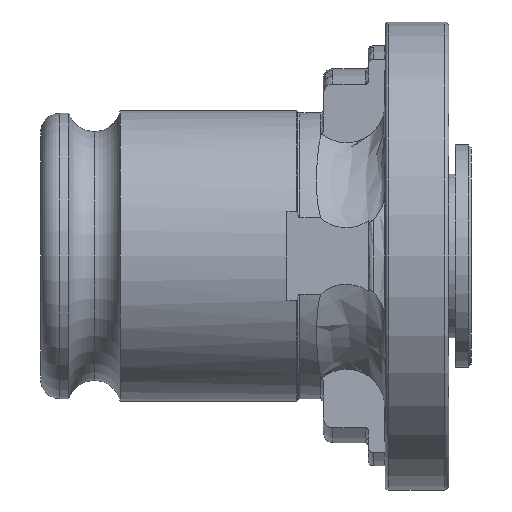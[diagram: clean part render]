
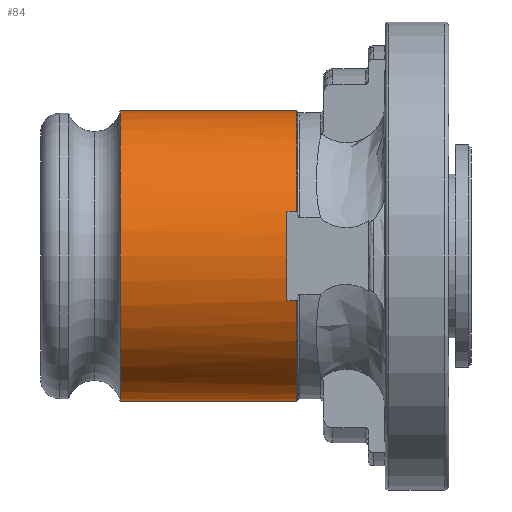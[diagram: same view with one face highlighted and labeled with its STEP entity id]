
A CAD part, front view. The second image highlights one B-rep face of the part: STEP entity #84.
In plain terms, the highlighted cylindrical face has radius 15.5 mm (diameter 31 mm), a partial arc.
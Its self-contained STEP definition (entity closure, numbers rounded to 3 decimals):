
#84 = ADVANCED_FACE ( 'NONE', ( #3699 ), #3703, .T. ) ;
#438 = ORIENTED_EDGE ( 'NONE', *, *, #3122, .F. ) ;
#440 = ORIENTED_EDGE ( 'NONE', *, *, #3068, .T. ) ;
#443 = ORIENTED_EDGE ( 'NONE', *, *, #2970, .F. ) ;
#444 = ORIENTED_EDGE ( 'NONE', *, *, #3117, .T. ) ;
#445 = ORIENTED_EDGE ( 'NONE', *, *, #3127, .T. ) ;
#446 = ORIENTED_EDGE ( 'NONE', *, *, #3072, .F. ) ;
#447 = ORIENTED_EDGE ( 'NONE', *, *, #3097, .F. ) ;
#453 = ORIENTED_EDGE ( 'NONE', *, *, #3226, .F. ) ;
#832 = EDGE_LOOP ( 'NONE', ( #438, #440, #443, #447, #446, #445, #444, #453 ) ) ;
#912 = VERTEX_POINT ( 'NONE', #4344 ) ;
#915 = VERTEX_POINT ( 'NONE', #4347 ) ;
#924 = VERTEX_POINT ( 'NONE', #4356 ) ;
#1245 = CIRCLE ( 'NONE', #3446, 15.5 ) ;
#1248 = VECTOR ( 'NONE', #2298, 1000. ) ;
#1249 = LINE ( 'NONE', #2297, #1248 ) ;
#1268 = CIRCLE ( 'NONE', #3453, 15.5 ) ;
#1292 = LINE ( 'NONE', #2447, #1294 ) ;
#1294 = VECTOR ( 'NONE', #2448, 1000. ) ;
#1296 = LINE ( 'NONE', #2465, #1301 ) ;
#1301 = VECTOR ( 'NONE', #2453, 1000. ) ;
#1302 = CIRCLE ( 'NONE', #3469, 15.5 ) ;
#1402 = CIRCLE ( 'NONE', #1491, 15.5 ) ;
#1491 = AXIS2_PLACEMENT_3D ( 'NONE', #1909, #1910, #1911 ) ;
#1909 = CARTESIAN_POINT ( 'NONE',  ( 8.5, 0., 0. ) ) ;
#1910 = DIRECTION ( 'NONE',  ( -1., 0., 0. ) ) ;
#1911 = DIRECTION ( 'NONE',  ( 0., 0., 1. ) ) ;
#2014 = CARTESIAN_POINT ( 'NONE',  ( 27.336, 0., -15.5 ) ) ;
#2018 = CARTESIAN_POINT ( 'NONE',  ( 27.336, 0., 15.5 ) ) ;
#2132 = CARTESIAN_POINT ( 'NONE',  ( -29.89, -14.75, -4.763 ) ) ;
#2133 = DIRECTION ( 'NONE',  ( 1., 0., 0. ) ) ;
#2264 = CARTESIAN_POINT ( 'NONE',  ( 27.336, 0., 0. ) ) ;
#2265 = DIRECTION ( 'NONE',  ( -1., 0., 0. ) ) ;
#2266 = DIRECTION ( 'NONE',  ( 0., 0., 1. ) ) ;
#2297 = CARTESIAN_POINT ( 'NONE',  ( -29.89, -14.75, 4.763 ) ) ;
#2298 = DIRECTION ( 'NONE',  ( -1., 0., 0. ) ) ;
#2393 = CARTESIAN_POINT ( 'NONE',  ( 26.3, 0., 0. ) ) ;
#2394 = DIRECTION ( 'NONE',  ( 1., 0., 0. ) ) ;
#2395 = DIRECTION ( 'NONE',  ( 0., 0., -1. ) ) ;
#2447 = CARTESIAN_POINT ( 'NONE',  ( -29.89, 0., 15.5 ) ) ;
#2448 = DIRECTION ( 'NONE',  ( -1., 0., 0. ) ) ;
#2453 = DIRECTION ( 'NONE',  ( -1., 0., 0. ) ) ;
#2465 = CARTESIAN_POINT ( 'NONE',  ( -29.89, 0., -15.5 ) ) ;
#2490 = CARTESIAN_POINT ( 'NONE',  ( 27.336, 0., 0. ) ) ;
#2491 = DIRECTION ( 'NONE',  ( -1., 0., 0. ) ) ;
#2492 = DIRECTION ( 'NONE',  ( 0., 0., 1. ) ) ;
#2623 = CARTESIAN_POINT ( 'NONE',  ( 26.3, -14.75, -4.763 ) ) ;
#2631 = CARTESIAN_POINT ( 'NONE',  ( 27.336, -14.75, -4.763 ) ) ;
#2641 = CARTESIAN_POINT ( 'NONE',  ( 26.3, -14.75, 4.763 ) ) ;
#2907 = DIRECTION ( 'NONE',  ( -1., 0., 0. ) ) ;
#2955 = CARTESIAN_POINT ( 'NONE',  ( -29.89, 0., 0. ) ) ;
#2960 = DIRECTION ( 'NONE',  ( 0., 0., 1. ) ) ;
#2970 = EDGE_CURVE ( 'NONE', #3629, #3637, #4029, .T. ) ;
#3068 = EDGE_CURVE ( 'NONE', #3504, #3637, #1245, .T. ) ;
#3072 = EDGE_CURVE ( 'NONE', #924, #3647, #1249, .T. ) ;
#3097 = EDGE_CURVE ( 'NONE', #3647, #3629, #1268, .T. ) ;
#3117 = EDGE_CURVE ( 'NONE', #3509, #912, #1292, .T. ) ;
#3122 = EDGE_CURVE ( 'NONE', #3504, #915, #1296, .T. ) ;
#3127 = EDGE_CURVE ( 'NONE', #924, #3509, #1302, .T. ) ;
#3226 = EDGE_CURVE ( 'NONE', #915, #912, #1402, .T. ) ;
#3282 = AXIS2_PLACEMENT_3D ( 'NONE', #2955, #2907, #2960 ) ;
#3446 = AXIS2_PLACEMENT_3D ( 'NONE', #2264, #2265, #2266 ) ;
#3453 = AXIS2_PLACEMENT_3D ( 'NONE', #2393, #2394, #2395 ) ;
#3469 = AXIS2_PLACEMENT_3D ( 'NONE', #2490, #2491, #2492 ) ;
#3504 = VERTEX_POINT ( 'NONE', #2014 ) ;
#3509 = VERTEX_POINT ( 'NONE', #2018 ) ;
#3629 = VERTEX_POINT ( 'NONE', #2623 ) ;
#3637 = VERTEX_POINT ( 'NONE', #2631 ) ;
#3647 = VERTEX_POINT ( 'NONE', #2641 ) ;
#3699 = FACE_OUTER_BOUND ( 'NONE', #832, .T. ) ;
#3703 = CYLINDRICAL_SURFACE ( 'NONE', #3282, 15.5 ) ;
#4029 = LINE ( 'NONE', #2132, #4032 ) ;
#4032 = VECTOR ( 'NONE', #2133, 1000. ) ;
#4344 = CARTESIAN_POINT ( 'NONE',  ( 8.5, 0., 15.5 ) ) ;
#4347 = CARTESIAN_POINT ( 'NONE',  ( 8.5, 0., -15.5 ) ) ;
#4356 = CARTESIAN_POINT ( 'NONE',  ( 27.336, -14.75, 4.763 ) ) ;
